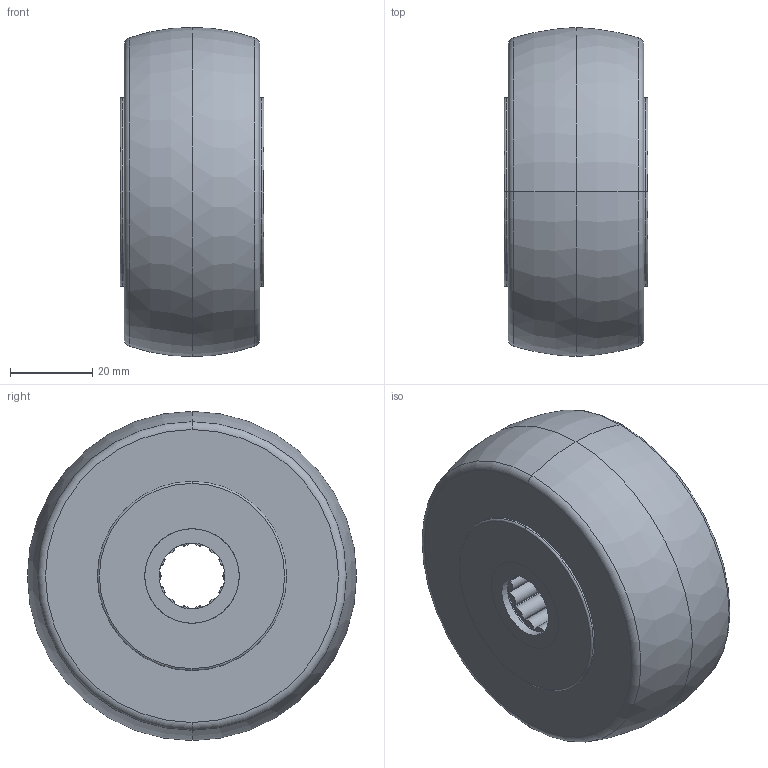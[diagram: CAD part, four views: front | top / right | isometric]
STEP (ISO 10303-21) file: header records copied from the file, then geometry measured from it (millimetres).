
FILE_DESCRIPTION (( 'STEP AP214' ), '1' );
FILE_NAME ('0022592.step', '2023-11-09T08:46:44', ( '' ), ( '' ), 'SwSTEP 2.0', 'SolidWorks 2020', '' );
FILE_SCHEMA (( 'AUTOMOTIVE_DESIGN' ));
Length unit declared in the file: millimetre
Products named in the file (1): 0022592
Bounding box: 35 x 80 x 80 mm (x, y, z)
Volume: 152711.3 mm3; surface area: 25151.4 mm2
Topology: 4 solids, 4 shells, 180 faces, 416 edges, 274 vertices
Faces by surface type: torus 68, plane 66, cylinder 46
Entity records: 8891 total; most frequent: CARTESIAN_POINT 2719, DIRECTION 896, ORIENTED_EDGE 832, EDGE_CURVE 416, AXIS2_PLACEMENT_3D 411, VERTEX_POINT 274, CIRCLE 230, EDGE_LOOP 218
